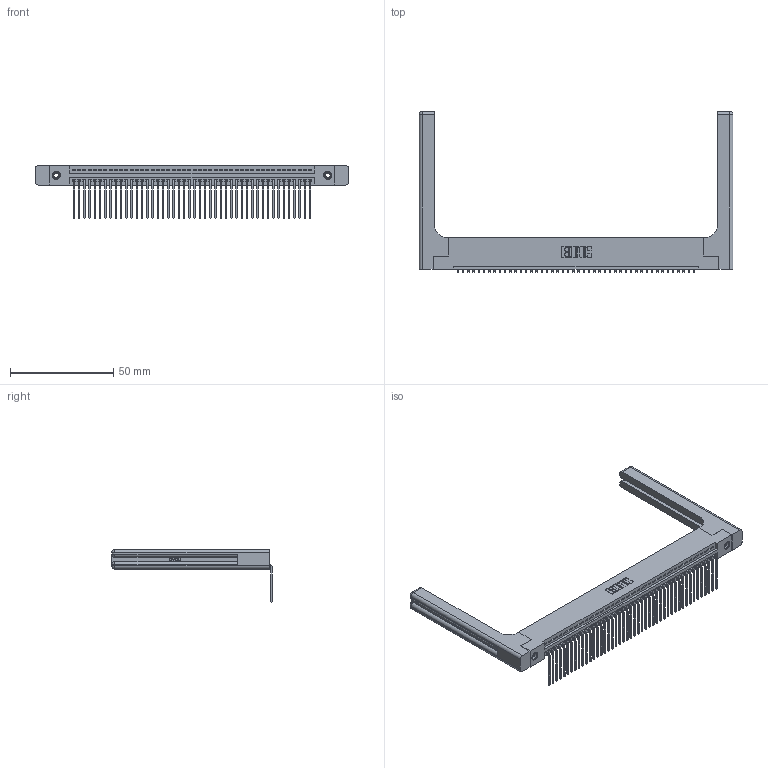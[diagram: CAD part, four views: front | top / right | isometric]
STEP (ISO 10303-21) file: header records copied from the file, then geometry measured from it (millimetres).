
FILE_DESCRIPTION (( 'STEP AP203' ), '1' );
FILE_NAME ('395-046-559-158.STEP', '2019-10-22T22:31:32', ( '' ), ( '' ), 'SwSTEP 2.0', 'SolidWorks 2016', '' );
FILE_SCHEMA (( 'CONFIG_CONTROL_DESIGN' ));
Length unit declared in the file: inch
Products named in the file (5): 345-292-001_558 559 Tail - 1; 345-250-001_345-250-001-102; 345-220-058_345-220-058; 345 Part_Flush Mounting Lugs - 0.156 Dia-TH; 395-046-559-158
Assembly tree (51 placements, depth 2):
  395-046-559-158
    345 Part_Flush Mounting Lugs - 0.156 Dia-TH
    345-292-001_558 559 Tail - 1  x46
    345-250-001_345-250-001-102  x2
    345-220-058_345-220-058  x2
Bounding box: 151.87 x 77.71 x 25.53 mm (x, y, z)
Volume: 23115.4 mm3; surface area: 25676.5 mm2
Topology: 51 solids, 51 shells, 3142 faces, 9379 edges, 6170 vertices
Faces by surface type: plane 2160, cylinder 922, bspline 36, cone 12, sphere 8, torus 4
Entity records: 39348 total; most frequent: CARTESIAN_POINT 7787, ORIENTED_EDGE 6564, DIRECTION 5742, EDGE_CURVE 3282, LINE 2874, VECTOR 2874, VERTEX_POINT 2178, AXIS2_PLACEMENT_3D 1434
